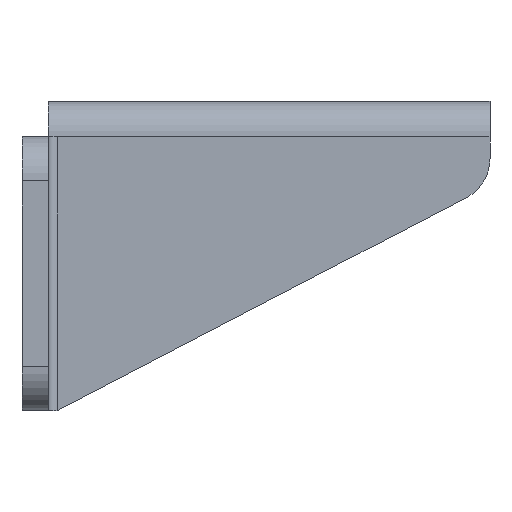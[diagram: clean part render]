
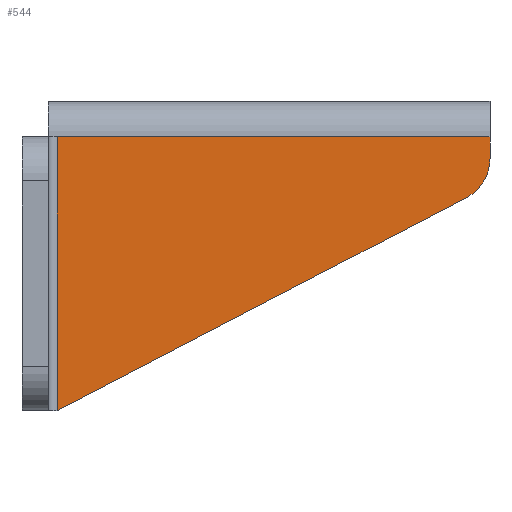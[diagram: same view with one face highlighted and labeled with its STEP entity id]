
A CAD part, front view. The second image highlights one B-rep face of the part: STEP entity #544.
In plain terms, the highlighted planar face has unit normal (0, -1, 0).
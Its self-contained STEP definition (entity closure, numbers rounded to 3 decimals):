
#544=ADVANCED_FACE('',(#1105),#1107,.T.);
#1105=FACE_BOUND('',#1106,.T.);
#1106=EDGE_LOOP('',(#1513,#1514,#1515,#1516,#1517));
#1107=PLANE('',#1108);
#1108=AXIS2_PLACEMENT_3D('',#1109,#1110,#1111);
#1109=CARTESIAN_POINT('',(0.,0.,-1.544));
#1110=DIRECTION('',(0.,-1.,0.));
#1111=DIRECTION('',(1.,0.,0.));
#1513=ORIENTED_EDGE('',*,*,#1734,.F.);
#1514=ORIENTED_EDGE('',*,*,#1735,.T.);
#1515=ORIENTED_EDGE('',*,*,#1716,.T.);
#1516=ORIENTED_EDGE('',*,*,#1736,.T.);
#1517=ORIENTED_EDGE('',*,*,#1737,.T.);
#1716=EDGE_CURVE('',#1971,#1969,#1972,.T.);
#1734=EDGE_CURVE('',#1997,#1998,#1999,.T.);
#1735=EDGE_CURVE('',#1997,#1971,#2000,.T.);
#1736=EDGE_CURVE('',#1969,#2001,#2002,.T.);
#1737=EDGE_CURVE('',#2001,#1998,#2003,.F.);
#1969=VERTEX_POINT('',#2525);
#1971=VERTEX_POINT('',#2529);
#1972=LINE('',#2530,#2531);
#1997=VERTEX_POINT('',#2596);
#1998=VERTEX_POINT('',#2597);
#1999=CIRCLE('',#2598,5.);
#2000=LINE('',#2602,#2603);
#2001=VERTEX_POINT('',#2605);
#2002=LINE('',#2606,#2607);
#2003=LINE('',#2609,#2610);
#2525=CARTESIAN_POINT('',(1.,0.,-1.));
#2529=CARTESIAN_POINT('',(50.,0.,-1.));
#2530=CARTESIAN_POINT('',(50.,0.,-1.));
#2531=VECTOR('',#2532,1.);
#2532=DIRECTION('',(-1.,0.,0.));
#2596=CARTESIAN_POINT('',(50.,0.,-3.465));
#2597=CARTESIAN_POINT('',(47.308,0.,-7.901));
#2598=AXIS2_PLACEMENT_3D('',#2599,#2600,#2601);
#2599=CARTESIAN_POINT('',(45.,0.,-3.465));
#2600=DIRECTION('',(0.,1.,0.));
#2601=DIRECTION('',(1.,0.,0.));
#2602=CARTESIAN_POINT('',(50.,0.,-3.465));
#2603=VECTOR('',#2604,1.);
#2604=DIRECTION('',(0.,0.,1.));
#2605=CARTESIAN_POINT('',(1.,0.,-32.));
#2606=CARTESIAN_POINT('',(1.,0.,-1.));
#2607=VECTOR('',#2608,1.);
#2608=DIRECTION('',(0.,0.,-1.));
#2609=CARTESIAN_POINT('',(47.308,0.,-7.901));
#2610=VECTOR('',#2611,1.);
#2611=DIRECTION('',(-0.887,0.,-0.462));
